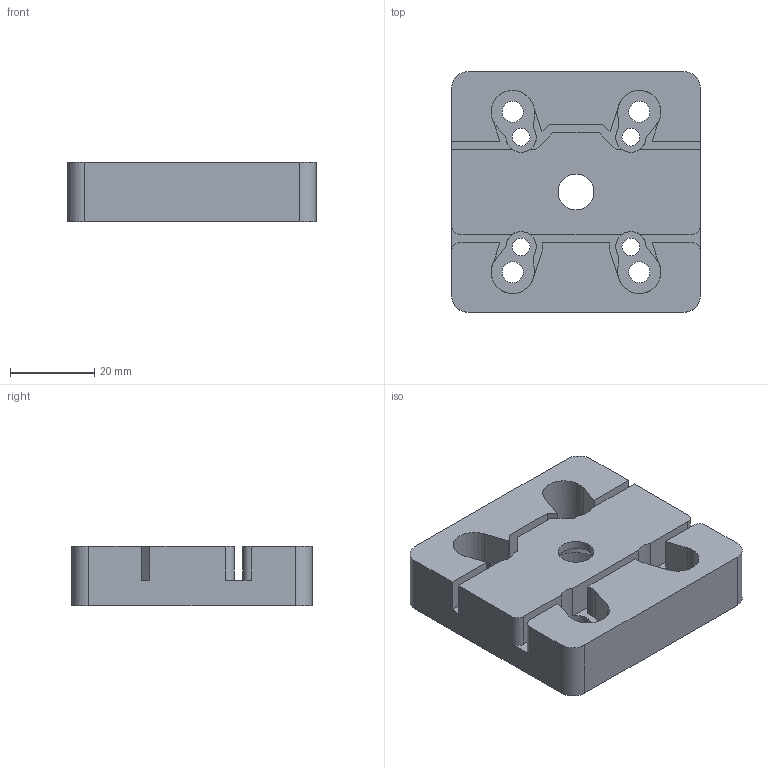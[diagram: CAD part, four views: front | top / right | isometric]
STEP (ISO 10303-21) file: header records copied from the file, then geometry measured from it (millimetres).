
FILE_DESCRIPTION(/* description */ (''),/* implementation_level */ '2;1');
FILE_NAME(/* name */ 'Platform.step',/* time_stamp */ '2018-03-06T09:49:35-06:00',/* author */ (''),/* organization */ (''),/* preprocessor_version */ 'ST-DEVELOPER v16.13',/* originating_system */ 'Autodesk Translation Framework v6.5.0.72',/* authorisation */ '');
FILE_SCHEMA (('AUTOMOTIVE_DESIGN { 1 0 10303 214 3 1 1 }'));
Length unit declared in the file: millimetre
Products named in the file (2): Platform; Camera Platform
Assembly tree (1 placements, depth 2):
  Platform
    Camera Platform
Bounding box: 59 x 57 x 14 mm (x, y, z)
Volume: 37101.9 mm3; surface area: 13302.6 mm2
Topology: 1 solids, 1 shells, 85 faces, 251 edges, 168 vertices
Faces by surface type: plane 52, cylinder 32, cone 1
Full cylindrical faces by diameter (mm): 4.2 x4, 5 x4, 8.5 x1, 16.5 x1
Entity records: 2959 total; most frequent: DIRECTION 509, CARTESIAN_POINT 507, ORIENTED_EDGE 502, EDGE_CURVE 251, AXIS2_PLACEMENT_3D 170, LINE 169, VECTOR 169, VERTEX_POINT 168
